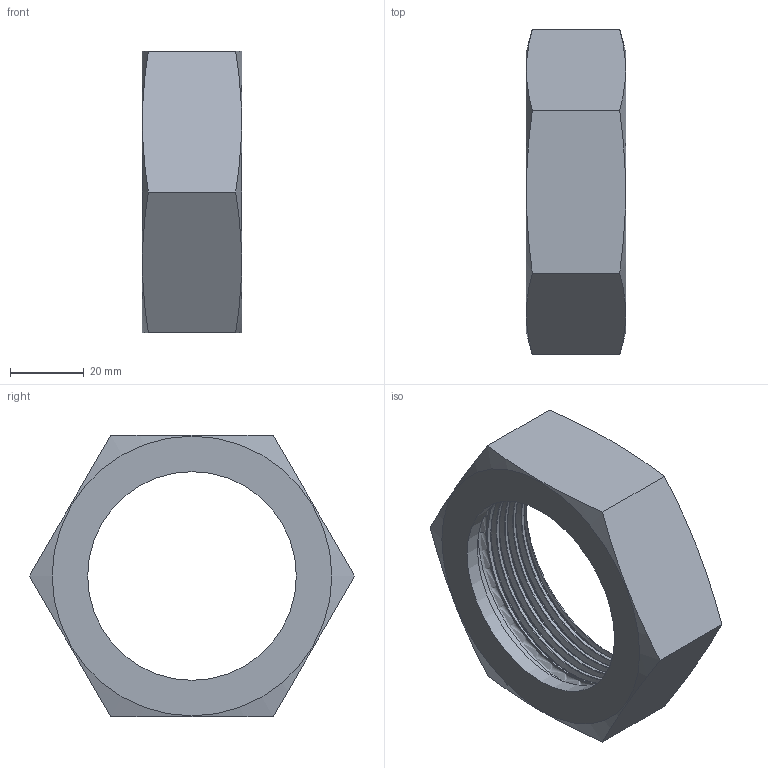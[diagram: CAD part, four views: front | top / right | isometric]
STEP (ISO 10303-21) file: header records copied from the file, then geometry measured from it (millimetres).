
FILE_DESCRIPTION(/* description */ (''),/* implementation_level */ '2;1');
FILE_NAME(/* name */ '13H-2.stp',/* time_stamp */ '2022-09-27T13:42:41-04:00',/* author */ ('ken'),/* organization */ (''),/* preprocessor_version */ 'ST-DEVELOPER v18.1',/* originating_system */ 'Autodesk Inventor 2020',/* authorisation */ '');
FILE_SCHEMA (('AUTOMOTIVE_DESIGN { 1 0 10303 214 3 1 1 }'));
Length unit declared in the file: inch
Products named in the file (1): 13H-2
Bounding box: 26.97 x 88.02 x 76.23 mm (x, y, z)
Volume: 51637.7 mm3; surface area: 20015.6 mm2
Topology: 1 solids, 1 shells, 38 faces, 109 edges, 74 vertices
Faces by surface type: cylinder 15, plane 11, bspline 6, cone 4, torus 2
Full cylindrical faces by diameter (mm): 56.49 x1, 61.366 x4, 65.049 x5, 65.557 x1
Entity records: 4119 total; most frequent: CARTESIAN_POINT 3177, ORIENTED_EDGE 218, DIRECTION 150, EDGE_CURVE 109, VERTEX_POINT 74, AXIS2_PLACEMENT_3D 61, EDGE_LOOP 41, B_SPLINE_CURVE_WITH_KNOTS 41
